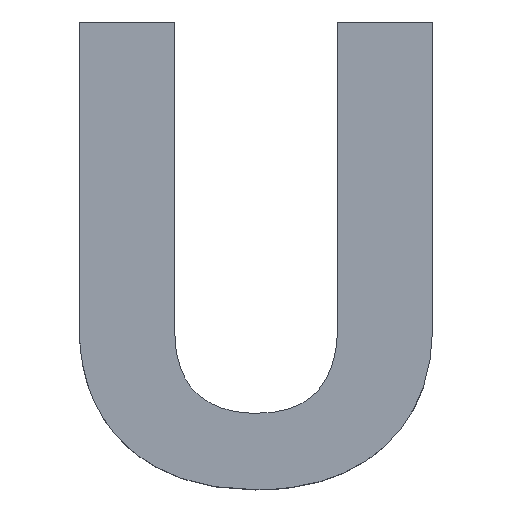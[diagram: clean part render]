
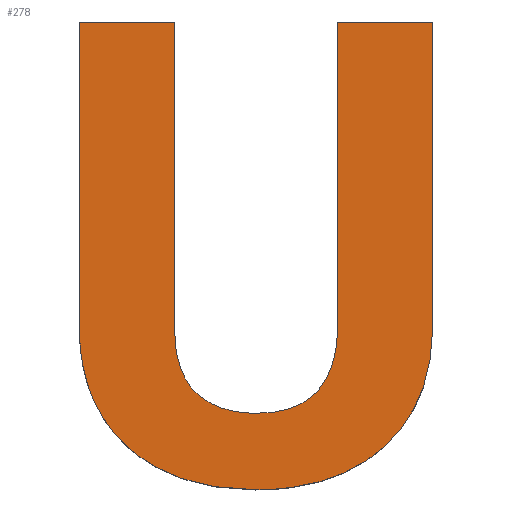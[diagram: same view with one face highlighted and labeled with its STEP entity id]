
A CAD part, top view. The second image highlights one B-rep face of the part: STEP entity #278.
In plain terms, the highlighted planar face has unit normal (0, 0, 1).
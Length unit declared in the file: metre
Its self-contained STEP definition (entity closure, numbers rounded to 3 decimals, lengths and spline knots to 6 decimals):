
#12=B_SPLINE_CURVE_WITH_KNOTS('',2,(#373,#374,#375),.UNSPECIFIED.,.F.,.F.,
(3,3),(0.,1.),.PIECEWISE_BEZIER_KNOTS.);
#14=B_SPLINE_CURVE_WITH_KNOTS('',2,(#390,#391,#392),.UNSPECIFIED.,.F.,.F.,
(3,3),(0.,1.),.PIECEWISE_BEZIER_KNOTS.);
#16=B_SPLINE_CURVE_WITH_KNOTS('',2,(#407,#408,#409),.UNSPECIFIED.,.F.,.F.,
(3,3),(0.,1.),.PIECEWISE_BEZIER_KNOTS.);
#18=B_SPLINE_CURVE_WITH_KNOTS('',2,(#442,#443,#444),.UNSPECIFIED.,.F.,.F.,
(3,3),(0.,1.),.PIECEWISE_BEZIER_KNOTS.);
#20=B_SPLINE_CURVE_WITH_KNOTS('',2,(#459,#460,#461),.UNSPECIFIED.,.F.,.F.,
(3,3),(0.,1.),.PIECEWISE_BEZIER_KNOTS.);
#22=B_SPLINE_CURVE_WITH_KNOTS('',2,(#476,#477,#478),.UNSPECIFIED.,.F.,.F.,
(3,3),(0.,1.),.PIECEWISE_BEZIER_KNOTS.);
#24=B_SPLINE_CURVE_WITH_KNOTS('',2,(#493,#494,#495),.UNSPECIFIED.,.F.,.F.,
(3,3),(0.,1.),.PIECEWISE_BEZIER_KNOTS.);
#98=ORIENTED_EDGE('',*,*,#111,.F.);
#99=ORIENTED_EDGE('',*,*,#115,.F.);
#100=ORIENTED_EDGE('',*,*,#118,.F.);
#101=ORIENTED_EDGE('',*,*,#121,.F.);
#102=ORIENTED_EDGE('',*,*,#124,.F.);
#103=ORIENTED_EDGE('',*,*,#127,.F.);
#104=ORIENTED_EDGE('',*,*,#130,.F.);
#105=ORIENTED_EDGE('',*,*,#133,.F.);
#106=ORIENTED_EDGE('',*,*,#136,.F.);
#107=ORIENTED_EDGE('',*,*,#139,.F.);
#108=ORIENTED_EDGE('',*,*,#142,.F.);
#109=ORIENTED_EDGE('',*,*,#145,.F.);
#110=ORIENTED_EDGE('',*,*,#148,.F.);
#111=EDGE_CURVE('',#150,#151,#176,.T.);
#115=EDGE_CURVE('',#154,#150,#180,.T.);
#118=EDGE_CURVE('',#156,#154,#183,.T.);
#121=EDGE_CURVE('',#158,#156,#12,.T.);
#124=EDGE_CURVE('',#160,#158,#14,.T.);
#127=EDGE_CURVE('',#162,#160,#16,.T.);
#130=EDGE_CURVE('',#164,#162,#189,.T.);
#133=EDGE_CURVE('',#166,#164,#192,.T.);
#136=EDGE_CURVE('',#168,#166,#195,.T.);
#139=EDGE_CURVE('',#170,#168,#18,.T.);
#142=EDGE_CURVE('',#172,#170,#20,.T.);
#145=EDGE_CURVE('',#174,#172,#22,.T.);
#148=EDGE_CURVE('',#151,#174,#24,.T.);
#150=VERTEX_POINT('',#346);
#151=VERTEX_POINT('',#347);
#154=VERTEX_POINT('',#355);
#156=VERTEX_POINT('',#361);
#158=VERTEX_POINT('',#376);
#160=VERTEX_POINT('',#393);
#162=VERTEX_POINT('',#410);
#164=VERTEX_POINT('',#418);
#166=VERTEX_POINT('',#424);
#168=VERTEX_POINT('',#430);
#170=VERTEX_POINT('',#445);
#172=VERTEX_POINT('',#462);
#174=VERTEX_POINT('',#479);
#176=LINE('',#345,#201);
#180=LINE('',#354,#205);
#183=LINE('',#360,#208);
#189=LINE('',#417,#214);
#192=LINE('',#423,#217);
#195=LINE('',#429,#220);
#201=VECTOR('',#304,1.);
#205=VECTOR('',#310,1.);
#208=VECTOR('',#315,1.);
#214=VECTOR('',#323,1.);
#217=VECTOR('',#328,1.);
#220=VECTOR('',#333,1.);
#240=EDGE_LOOP('',(#98,#99,#100,#101,#102,#103,#104,#105,#106,#107,#108,
#109,#110));
#255=FACE_BOUND('',#240,.T.);
#263=PLANE('',#299);
#278=ADVANCED_FACE('',(#255),#263,.T.);
#299=AXIS2_PLACEMENT_3D('',#500,#341,#342);
#304=DIRECTION('',(0.,-1.,0.));
#310=DIRECTION('',(1.,0.,0.));
#315=DIRECTION('',(0.,1.,0.));
#323=DIRECTION('',(0.,-1.,0.));
#328=DIRECTION('',(1.,0.,0.));
#333=DIRECTION('',(0.,1.,0.));
#341=DIRECTION('',(0.,0.,1.));
#342=DIRECTION('',(1.,0.,0.));
#345=CARTESIAN_POINT('',(0.196114,-0.025077,0.0095));
#346=CARTESIAN_POINT('',(0.196114,-0.024459,0.0095));
#347=CARTESIAN_POINT('',(0.196114,-0.025695,0.0095));
#354=CARTESIAN_POINT('',(0.19592,-0.024459,0.0095));
#355=CARTESIAN_POINT('',(0.195726,-0.024459,0.0095));
#360=CARTESIAN_POINT('',(0.195726,-0.025084,0.0095));
#361=CARTESIAN_POINT('',(0.195726,-0.025708,0.0095));
#373=CARTESIAN_POINT('',(0.195395,-0.026051,0.0095));
#374=CARTESIAN_POINT('',(0.195721,-0.026051,0.0095));
#375=CARTESIAN_POINT('',(0.195726,-0.025708,0.0095));
#376=CARTESIAN_POINT('',(0.195395,-0.026051,0.0095));
#390=CARTESIAN_POINT('',(0.195151,-0.025966,0.0095));
#391=CARTESIAN_POINT('',(0.195239,-0.026051,0.0095));
#392=CARTESIAN_POINT('',(0.195395,-0.026051,0.0095));
#393=CARTESIAN_POINT('',(0.195151,-0.025966,0.0095));
#407=CARTESIAN_POINT('',(0.195063,-0.025698,0.0095));
#408=CARTESIAN_POINT('',(0.195063,-0.025882,0.0095));
#409=CARTESIAN_POINT('',(0.195151,-0.025966,0.0095));
#410=CARTESIAN_POINT('',(0.195063,-0.025698,0.0095));
#417=CARTESIAN_POINT('',(0.195063,-0.025078,0.0095));
#418=CARTESIAN_POINT('',(0.195063,-0.024459,0.0095));
#423=CARTESIAN_POINT('',(0.19487,-0.024459,0.0095));
#424=CARTESIAN_POINT('',(0.194677,-0.024459,0.0095));
#429=CARTESIAN_POINT('',(0.194677,-0.025084,0.0095));
#430=CARTESIAN_POINT('',(0.194677,-0.025709,0.0095));
#442=CARTESIAN_POINT('',(0.194874,-0.026187,0.0095));
#443=CARTESIAN_POINT('',(0.19468,-0.026013,0.0095));
#444=CARTESIAN_POINT('',(0.194677,-0.025709,0.0095));
#445=CARTESIAN_POINT('',(0.194874,-0.026187,0.0095));
#459=CARTESIAN_POINT('',(0.195395,-0.026361,0.0095));
#460=CARTESIAN_POINT('',(0.195067,-0.026361,0.0095));
#461=CARTESIAN_POINT('',(0.194874,-0.026187,0.0095));
#462=CARTESIAN_POINT('',(0.195395,-0.026361,0.0095));
#476=CARTESIAN_POINT('',(0.195922,-0.026182,0.0095));
#477=CARTESIAN_POINT('',(0.195729,-0.026361,0.0095));
#478=CARTESIAN_POINT('',(0.195395,-0.026361,0.0095));
#479=CARTESIAN_POINT('',(0.195922,-0.026182,0.0095));
#493=CARTESIAN_POINT('',(0.196114,-0.025695,0.0095));
#494=CARTESIAN_POINT('',(0.196114,-0.026003,0.0095));
#495=CARTESIAN_POINT('',(0.195922,-0.026182,0.0095));
#500=CARTESIAN_POINT('',(0.104891,-0.015824,0.0095));
